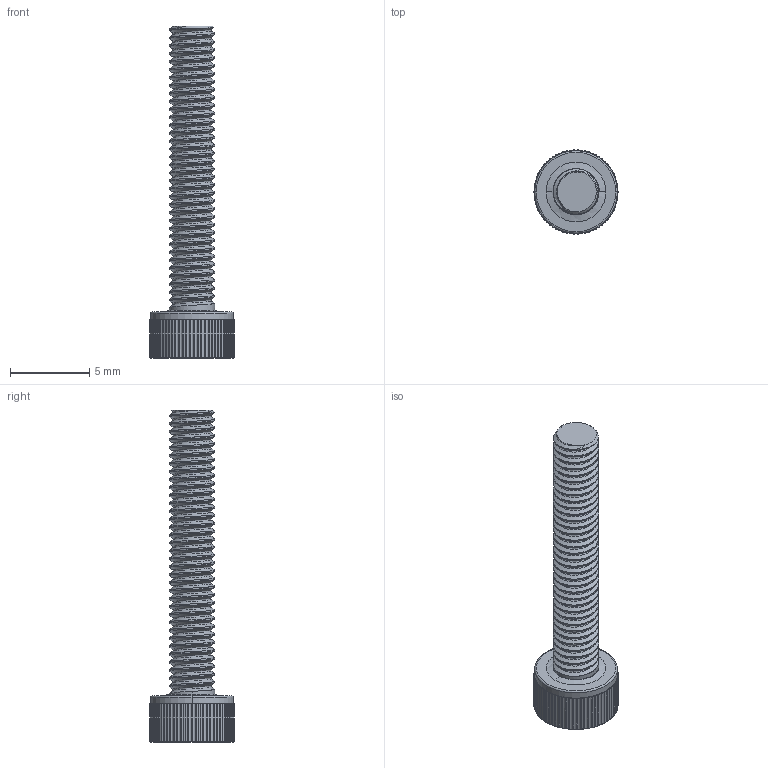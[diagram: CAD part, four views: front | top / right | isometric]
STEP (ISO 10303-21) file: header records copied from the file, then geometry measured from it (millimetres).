
FILE_DESCRIPTION (( 'STEP AP214' ), '1' );
FILE_NAME ('M3X18--screw.STEP', '2022-05-02T08:28:40', ( '' ), ( '' ), 'SwSTEP 2.0', 'SolidWorks 2021', '' );
FILE_SCHEMA (( 'AUTOMOTIVE_DESIGN' ));
Length unit declared in the file: millimetre
Products named in the file (1): M3X18--screw
Bounding box: 5.3 x 5.3 x 20.9 mm (x, y, z)
Volume: 152.9 mm3; surface area: 326.6 mm2
Topology: 1 solids, 1 shells, 248 faces, 716 edges, 473 vertices
Faces by surface type: cylinder 221, plane 12, bspline 8, torus 6, cone 1
Entity records: 18806 total; most frequent: CARTESIAN_POINT 12675, ORIENTED_EDGE 1432, DIRECTION 1198, EDGE_CURVE 716, AXIS2_PLACEMENT_3D 477, VERTEX_POINT 473, EDGE_LOOP 251, FACE_OUTER_BOUND 248
